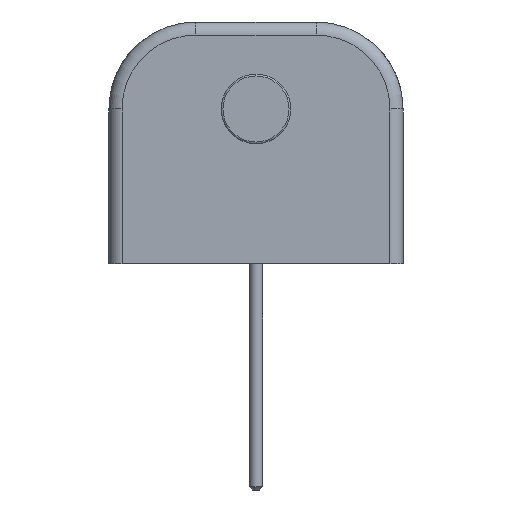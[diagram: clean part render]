
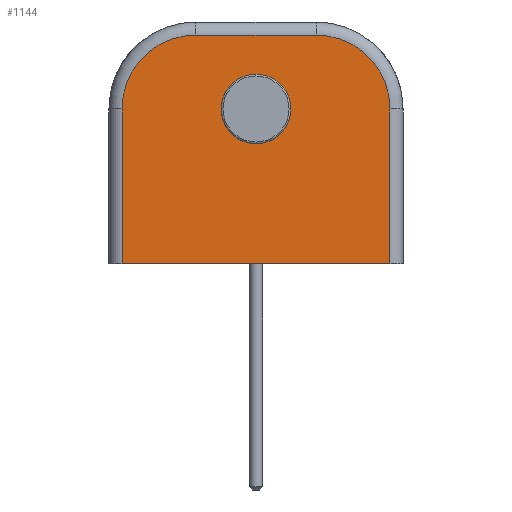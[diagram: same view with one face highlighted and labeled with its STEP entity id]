
A CAD part, left-side view. The second image highlights one B-rep face of the part: STEP entity #1144.
In plain terms, the highlighted planar face has unit normal (-1, 0, 0).
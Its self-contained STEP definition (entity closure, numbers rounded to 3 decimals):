
#60=FACE_BOUND('',#225,.T.);
#79=PLANE('',#1266);
#144=FACE_OUTER_BOUND('',#224,.T.);
#224=EDGE_LOOP('',(#961,#962,#963,#964,#965,#966));
#225=EDGE_LOOP('',(#967));
#266=LINE('',#1740,#337);
#267=LINE('',#1751,#338);
#269=LINE('',#1763,#340);
#282=LINE('',#1790,#353);
#337=VECTOR('',#1387,10.);
#338=VECTOR('',#1400,10.);
#340=VECTOR('',#1414,10.);
#353=VECTOR('',#1441,10.);
#414=CIRCLE('',#1217,4.25);
#418=CIRCLE('',#1223,4.25);
#430=CIRCLE('',#1246,2.);
#493=VERTEX_POINT('',#1733);
#496=VERTEX_POINT('',#1738);
#498=VERTEX_POINT('',#1743);
#500=VERTEX_POINT('',#1749);
#502=VERTEX_POINT('',#1755);
#504=VERTEX_POINT('',#1761);
#526=VERTEX_POINT('',#1829);
#603=EDGE_CURVE('',#496,#493,#266,.T.);
#605=EDGE_CURVE('',#498,#496,#414,.T.);
#608=EDGE_CURVE('',#500,#498,#267,.T.);
#611=EDGE_CURVE('',#502,#500,#418,.T.);
#614=EDGE_CURVE('',#504,#502,#269,.T.);
#629=EDGE_CURVE('',#504,#493,#282,.T.);
#650=EDGE_CURVE('',#526,#526,#430,.T.);
#961=ORIENTED_EDGE('',*,*,#614,.F.);
#962=ORIENTED_EDGE('',*,*,#629,.T.);
#963=ORIENTED_EDGE('',*,*,#603,.F.);
#964=ORIENTED_EDGE('',*,*,#605,.F.);
#965=ORIENTED_EDGE('',*,*,#608,.F.);
#966=ORIENTED_EDGE('',*,*,#611,.F.);
#967=ORIENTED_EDGE('',*,*,#650,.T.);
#1144=ADVANCED_FACE('',(#144,#60),#79,.T.);
#1217=AXIS2_PLACEMENT_3D('',#1745,#1392,#1393);
#1223=AXIS2_PLACEMENT_3D('',#1757,#1406,#1407);
#1246=AXIS2_PLACEMENT_3D('',#1831,#1479,#1480);
#1266=AXIS2_PLACEMENT_3D('',#2056,#1545,#1546);
#1387=DIRECTION('',(0.,0.,-1.));
#1392=DIRECTION('center_axis',(1.,0.,0.));
#1393=DIRECTION('ref_axis',(0.,-0.707,0.707));
#1400=DIRECTION('',(0.,-1.,0.));
#1406=DIRECTION('center_axis',(1.,0.,0.));
#1407=DIRECTION('ref_axis',(0.,0.707,0.707));
#1414=DIRECTION('',(0.,0.,1.));
#1441=DIRECTION('',(0.,-1.,0.));
#1479=DIRECTION('center_axis',(1.,0.,0.));
#1480=DIRECTION('ref_axis',(0.,0.,-1.));
#1545=DIRECTION('center_axis',(-1.,0.,0.));
#1546=DIRECTION('ref_axis',(0.,-1.,0.));
#1733=CARTESIAN_POINT('',(-28.5,-7.7,0.));
#1738=CARTESIAN_POINT('',(-28.5,-7.7,8.9));
#1740=CARTESIAN_POINT('',(-28.5,-7.7,0.));
#1743=CARTESIAN_POINT('',(-28.5,-3.45,13.15));
#1745=CARTESIAN_POINT('Origin',(-28.5,-3.45,8.9));
#1749=CARTESIAN_POINT('',(-28.5,3.45,13.15));
#1751=CARTESIAN_POINT('',(-28.5,4.225,13.15));
#1755=CARTESIAN_POINT('',(-28.5,7.7,8.9));
#1757=CARTESIAN_POINT('Origin',(-28.5,3.45,8.9));
#1761=CARTESIAN_POINT('',(-28.5,7.7,0.));
#1763=CARTESIAN_POINT('',(-28.5,7.7,0.));
#1790=CARTESIAN_POINT('',(-28.5,8.45,0.));
#1829=CARTESIAN_POINT('',(-28.5,0.,10.9));
#1831=CARTESIAN_POINT('Origin',(-28.5,0.,8.9));
#2056=CARTESIAN_POINT('Origin',(-28.5,8.45,0.));
